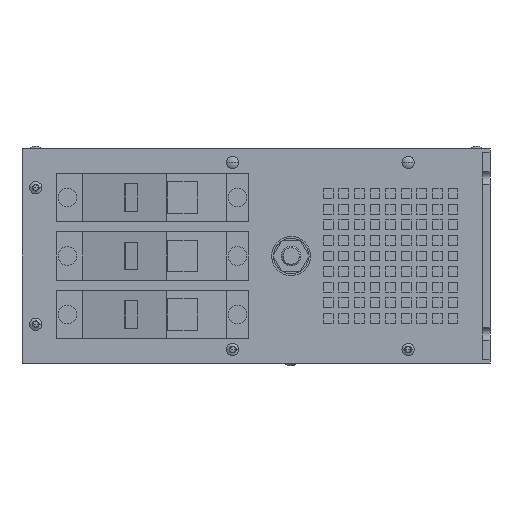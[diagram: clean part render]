
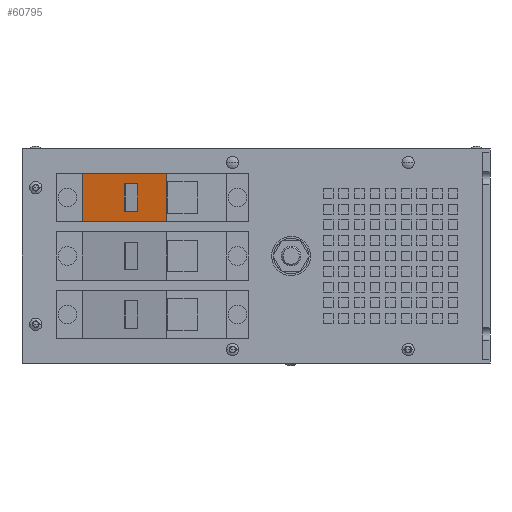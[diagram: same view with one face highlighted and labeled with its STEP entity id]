
A CAD part, left-side view. The second image highlights one B-rep face of the part: STEP entity #60795.
In plain terms, the highlighted planar face has unit normal (-0.978, 0.208, 0).
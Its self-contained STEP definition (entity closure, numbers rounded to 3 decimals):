
#206 = EDGE_CURVE ( 'Defeature ausgef�hrt1_4+Defeature ausgef�hrt1_170+Defeature ausgef�hrt1_165+Defeature ausgef�hrt1_166', #47180, #16606, #451, .T. ) ;
#451 = LINE ( 'NONE', #47696, #53547 ) ;
#945 = CARTESIAN_POINT ( 'NONE',  ( -250.666, 45.978, 72.5 ) ) ;
#1758 = CARTESIAN_POINT ( 'NONE',  ( -246.083, 67.539, 92.1 ) ) ;
#2167 = VERTEX_POINT ( 'NONE', #61544 ) ;
#3478 = EDGE_LOOP ( 'NONE', ( #4915, #45810, #68595, #7577 ) ) ;
#3773 = FACE_BOUND ( 'NONE', #52978, .T. ) ;
#4115 = DIRECTION ( 'NONE',  ( 0.208, 0.978, 0. ) ) ;
#4915 = ORIENTED_EDGE ( 'NONE', *, *, #39721, .T. ) ;
#4947 = EDGE_CURVE ( 'Defeature ausgef�hrt1_170+Defeature ausgef�hrt1_169+Defeature ausgef�hrt1_165+Defeature ausgef�hrt1_166', #55656, #2167, #27282, .T. ) ;
#6136 = VECTOR ( 'NONE', #35665, 1000. ) ;
#6936 = CARTESIAN_POINT ( 'NONE',  ( -247.564, 60.573, 77.9 ) ) ;
#7577 = ORIENTED_EDGE ( 'NONE', *, *, #4947, .T. ) ;
#8077 = CARTESIAN_POINT ( 'NONE',  ( -246.083, 67.539, 92.1 ) ) ;
#9403 = CARTESIAN_POINT ( 'NONE',  ( -246.083, 67.539, 77.9 ) ) ;
#10055 = VECTOR ( 'NONE', #24152, 1000. ) ;
#11789 = VECTOR ( 'NONE', #28878, 1000. ) ;
#12916 = AXIS2_PLACEMENT_3D ( 'NONE', #57301, #30722, #4115 ) ;
#13425 = VECTOR ( 'NONE', #65352, 1000. ) ;
#16178 = LINE ( 'NONE', #16529, #35429 ) ;
#16529 = CARTESIAN_POINT ( 'NONE',  ( -241.5, 89.1, 72.5 ) ) ;
#16606 = VERTEX_POINT ( 'NONE', #945 ) ;
#17685 = LINE ( 'NONE', #66299, #11789 ) ;
#22021 = DIRECTION ( 'NONE',  ( 0., 0., -1. ) ) ;
#22349 = ORIENTED_EDGE ( 'NONE', *, *, #61881, .F. ) ;
#24152 = DIRECTION ( 'NONE',  ( -0.208, -0.978, 0. ) ) ;
#26341 = DIRECTION ( 'NONE',  ( -0.208, -0.978, 0. ) ) ;
#26897 = EDGE_CURVE ( 'Defeature ausgef�hrt1_165+Defeature ausgef�hrt1_170+Defeature ausgef�hrt1_169+Defeature ausgef�hrt1_4', #55656, #47180, #29062, .T. ) ;
#27282 = LINE ( 'NONE', #59099, #60525 ) ;
#28878 = DIRECTION ( 'NONE',  ( 0., 0., 1. ) ) ;
#29062 = LINE ( 'NONE', #55977, #10055 ) ;
#30722 = DIRECTION ( 'NONE',  ( 0.978, -0.208, 0. ) ) ;
#32107 = VERTEX_POINT ( 'NONE', #42703 ) ;
#35429 = VECTOR ( 'NONE', #26341, 1000. ) ;
#35665 = DIRECTION ( 'NONE',  ( 0., 0., -1. ) ) ;
#36084 = DIRECTION ( 'NONE',  ( 0.208, 0.978, 0. ) ) ;
#36140 = EDGE_CURVE ( 'Defeature ausgef�hrt1_245+Defeature ausgef�hrt1_170+Defeature ausgef�hrt1_244+Defeature ausgef�hrt1_248', #41288, #38102, #50720, .T. ) ;
#36529 = VECTOR ( 'NONE', #36084, 1000. ) ;
#38102 = VERTEX_POINT ( 'NONE', #42510 ) ;
#39721 = EDGE_CURVE ( 'Defeature ausgef�hrt1_170+Defeature ausgef�hrt1_166+Defeature ausgef�hrt1_169+Defeature ausgef�hrt1_4', #2167, #16606, #16178, .T. ) ;
#41288 = VERTEX_POINT ( 'NONE', #1758 ) ;
#42510 = CARTESIAN_POINT ( 'NONE',  ( -246.083, 67.539, 77.9 ) ) ;
#42703 = CARTESIAN_POINT ( 'NONE',  ( -247.564, 60.573, 77.9 ) ) ;
#45283 = EDGE_CURVE ( 'Defeature ausgef�hrt1_248+Defeature ausgef�hrt1_170+Defeature ausgef�hrt1_245+Defeature ausgef�hrt1_247', #38102, #32107, #53146, .T. ) ;
#45810 = ORIENTED_EDGE ( 'NONE', *, *, #206, .F. ) ;
#46466 = FACE_OUTER_BOUND ( 'NONE', #3478, .T. ) ;
#47180 = VERTEX_POINT ( 'NONE', #51627 ) ;
#47626 = ORIENTED_EDGE ( 'NONE', *, *, #51432, .F. ) ;
#47696 = CARTESIAN_POINT ( 'NONE',  ( -250.666, 45.978, 97.5 ) ) ;
#47707 = CARTESIAN_POINT ( 'NONE',  ( -247.564, 60.573, 92.1 ) ) ;
#50720 = LINE ( 'NONE', #9403, #6136 ) ;
#51432 = EDGE_CURVE ( 'Defeature ausgef�hrt1_247+Defeature ausgef�hrt1_170+Defeature ausgef�hrt1_248+Defeature ausgef�hrt1_244', #32107, #68265, #17685, .T. ) ;
#51627 = CARTESIAN_POINT ( 'NONE',  ( -250.666, 45.978, 97.5 ) ) ;
#52978 = EDGE_LOOP ( 'NONE', ( #53882, #22349, #47626, #55651 ) ) ;
#53146 = LINE ( 'NONE', #6936, #13425 ) ;
#53547 = VECTOR ( 'NONE', #57842, 1000. ) ;
#53882 = ORIENTED_EDGE ( 'NONE', *, *, #36140, .F. ) ;
#55651 = ORIENTED_EDGE ( 'NONE', *, *, #45283, .F. ) ;
#55656 = VERTEX_POINT ( 'NONE', #65408 ) ;
#55977 = CARTESIAN_POINT ( 'NONE',  ( -241.5, 89.1, 97.5 ) ) ;
#56009 = LINE ( 'NONE', #8077, #36529 ) ;
#57301 = CARTESIAN_POINT ( 'NONE',  ( -241.5, 89.1, 97.5 ) ) ;
#57842 = DIRECTION ( 'NONE',  ( 0., 0., -1. ) ) ;
#59099 = CARTESIAN_POINT ( 'NONE',  ( -241.5, 89.1, 97.5 ) ) ;
#60525 = VECTOR ( 'NONE', #22021, 1000. ) ;
#60795 = ADVANCED_FACE ( 'Defeature ausgef�hrt1_170', ( #3773, #46466 ), #67788, .F. ) ;
#61544 = CARTESIAN_POINT ( 'NONE',  ( -241.5, 89.1, 72.5 ) ) ;
#61881 = EDGE_CURVE ( 'Defeature ausgef�hrt1_244+Defeature ausgef�hrt1_170+Defeature ausgef�hrt1_247+Defeature ausgef�hrt1_245', #68265, #41288, #56009, .T. ) ;
#65352 = DIRECTION ( 'NONE',  ( -0.208, -0.978, 0. ) ) ;
#65408 = CARTESIAN_POINT ( 'NONE',  ( -241.5, 89.1, 97.5 ) ) ;
#66299 = CARTESIAN_POINT ( 'NONE',  ( -247.564, 60.573, 92.1 ) ) ;
#67788 = PLANE ( 'NONE',  #12916 ) ;
#68265 = VERTEX_POINT ( 'NONE', #47707 ) ;
#68595 = ORIENTED_EDGE ( 'NONE', *, *, #26897, .F. ) ;
